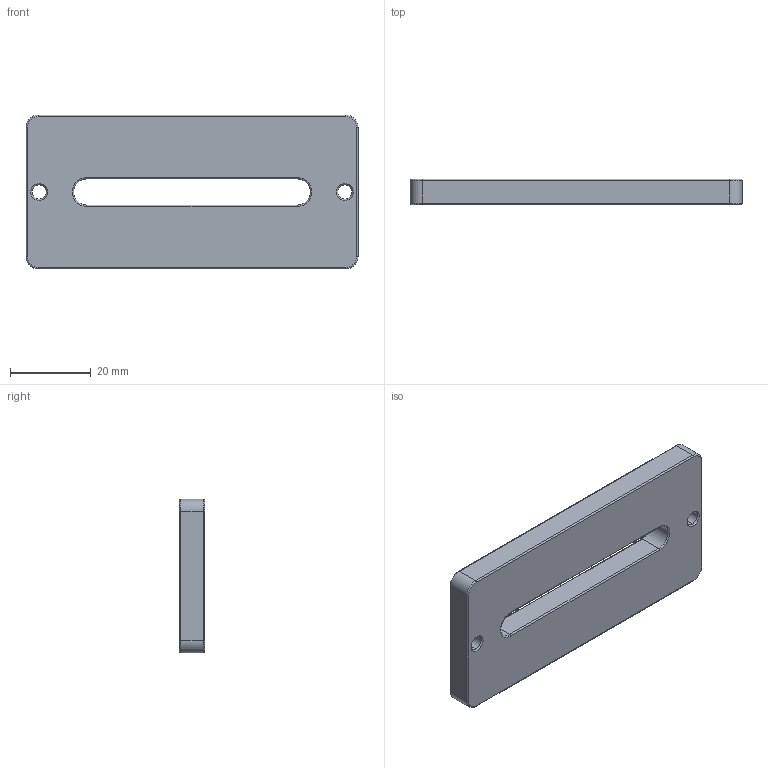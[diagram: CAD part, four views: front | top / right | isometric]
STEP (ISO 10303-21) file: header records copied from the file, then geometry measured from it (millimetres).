
FILE_DESCRIPTION (( 'STEP AP214' ), '1' );
FILE_NAME ('Plate.STEP', '2020-05-23T05:14:05', ( '' ), ( '' ), 'SwSTEP 2.0', 'SolidWorks 2019', '' );
FILE_SCHEMA (( 'AUTOMOTIVE_DESIGN' ));
Length unit declared in the file: millimetre
Products named in the file (1): Plate
Bounding box: 82 x 6.35 x 38 mm (x, y, z)
Volume: 17256.5 mm3; surface area: 7745.7 mm2
Topology: 1 solids, 1 shells, 50 faces, 112 edges, 64 vertices
Faces by surface type: cylinder 22, torus 12, cone 8, plane 8
Entity records: 1430 total; most frequent: DIRECTION 278, CARTESIAN_POINT 227, ORIENTED_EDGE 224, AXIS2_PLACEMENT_3D 115, EDGE_CURVE 112, CIRCLE 64, VERTEX_POINT 64, EDGE_LOOP 56
